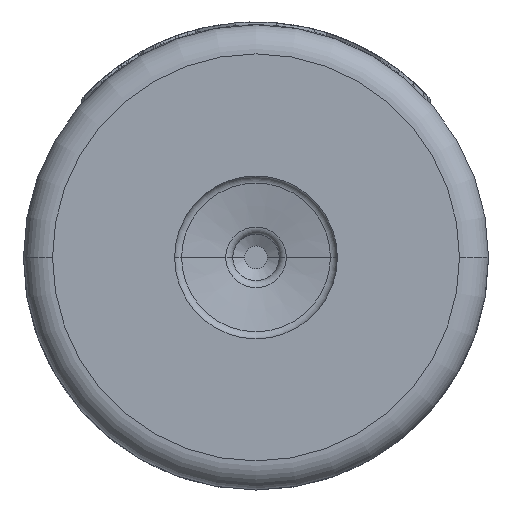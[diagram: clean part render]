
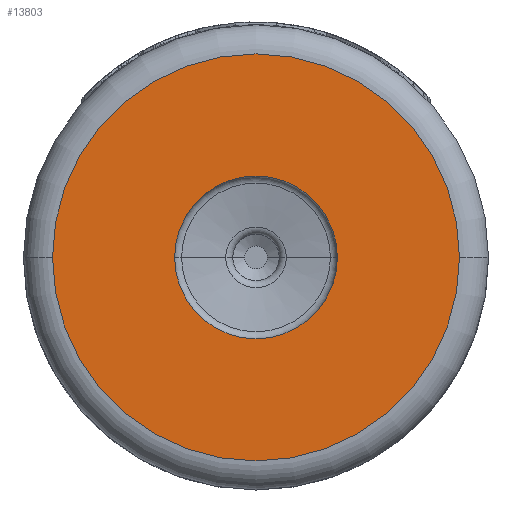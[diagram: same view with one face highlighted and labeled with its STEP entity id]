
A CAD part, front view. The second image highlights one B-rep face of the part: STEP entity #13803.
In plain terms, the highlighted planar face has unit normal (0, -1, 0).
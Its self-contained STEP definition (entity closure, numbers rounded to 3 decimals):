
#1978=CARTESIAN_POINT('',(0.,-4.,0.));
#1979=DIRECTION('',(0.,-1.,0.));
#1980=DIRECTION('',(-1.,0.,0.));
#1981=AXIS2_PLACEMENT_3D('',#1978,#1979,#1980);
#1993=CARTESIAN_POINT('',(0.,-4.,0.));
#1994=DIRECTION('',(0.,-1.,0.));
#1995=DIRECTION('',(-1.,0.,0.));
#1996=AXIS2_PLACEMENT_3D('',#1993,#1994,#1995);
#1998=CARTESIAN_POINT('',(0.,-4.,0.));
#1999=DIRECTION('',(0.,-1.,0.));
#2000=DIRECTION('',(1.,0.,0.));
#2001=AXIS2_PLACEMENT_3D('',#1998,#1999,#2000);
#2003=CARTESIAN_POINT('',(0.,-4.,0.));
#2004=DIRECTION('',(0.,-1.,0.));
#2005=DIRECTION('',(1.,0.,0.));
#2006=AXIS2_PLACEMENT_3D('',#2003,#2004,#2005);
#11727=CARTESIAN_POINT('',(-1.4,-4.,0.));
#11728=CARTESIAN_POINT('',(1.4,-4.,0.));
#11729=VERTEX_POINT('',#11727);
#11730=VERTEX_POINT('',#11728);
#11731=CARTESIAN_POINT('',(3.5,-4.,0.));
#11732=CARTESIAN_POINT('',(-3.5,-4.,0.));
#11733=VERTEX_POINT('',#11731);
#11734=VERTEX_POINT('',#11732);
#13787=CARTESIAN_POINT('',(0.,-4.,0.));
#13788=DIRECTION('',(0.,1.,0.));
#13789=DIRECTION('',(1.,0.,0.));
#13790=AXIS2_PLACEMENT_3D('',#13787,#13788,#13789);
#13791=PLANE('',#13790);
#13793=ORIENTED_EDGE('',*,*,#13792,.F.);
#13794=ORIENTED_EDGE('',*,*,#13777,.F.);
#13795=EDGE_LOOP('',(#13793,#13794));
#13796=FACE_OUTER_BOUND('',#13795,.F.);
#13798=ORIENTED_EDGE('',*,*,#13797,.T.);
#13800=ORIENTED_EDGE('',*,*,#13799,.T.);
#13801=EDGE_LOOP('',(#13798,#13800));
#13802=FACE_BOUND('',#13801,.F.);
#13803=ADVANCED_FACE('',(#13796,#13802),#13791,.F.);
#1982=CIRCLE('',#1981,3.5);
#1997=CIRCLE('',#1996,1.4);
#2002=CIRCLE('',#2001,1.4);
#2007=CIRCLE('',#2006,3.5);
#13777=EDGE_CURVE('',#11734,#11733,#1982,.T.);
#13792=EDGE_CURVE('',#11733,#11734,#2007,.T.);
#13797=EDGE_CURVE('',#11729,#11730,#1997,.T.);
#13799=EDGE_CURVE('',#11730,#11729,#2002,.T.);
